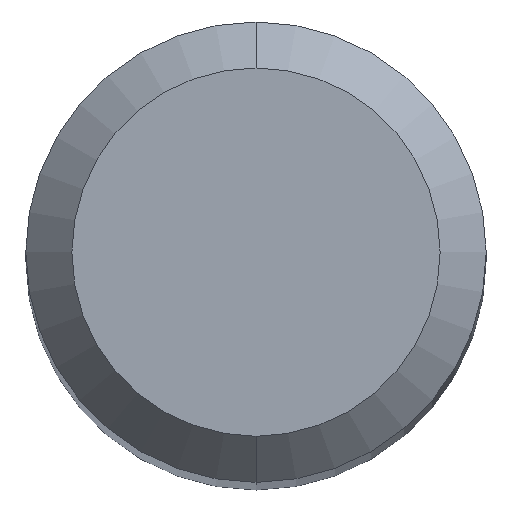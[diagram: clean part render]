
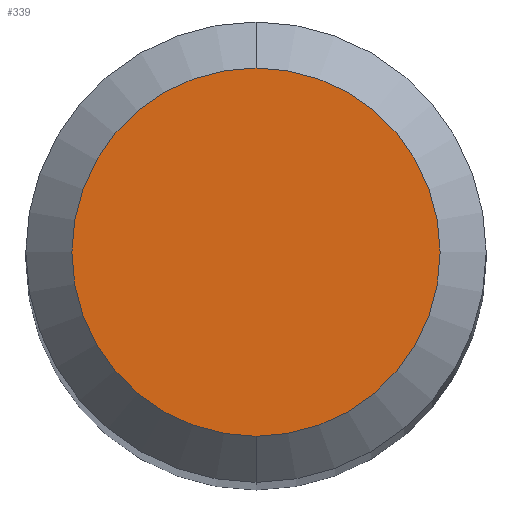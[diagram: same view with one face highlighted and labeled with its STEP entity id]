
A CAD part, top view. The second image highlights one B-rep face of the part: STEP entity #339.
In plain terms, the highlighted planar face has unit normal (0, 0, 1).
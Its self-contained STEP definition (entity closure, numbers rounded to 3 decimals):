
#339=ADVANCED_FACE('',(#660),#661,.T.);
#371=EDGE_CURVE('',#385,#401,#695,.T.);
#385=VERTEX_POINT('',#712);
#401=VERTEX_POINT('',#731);
#415=EDGE_CURVE('',#401,#385,#746,.T.);
#660=FACE_OUTER_BOUND('',#1170,.T.);
#661=PLANE('',#1171);
#695=CIRCLE('',#1243,1.2);
#712=CARTESIAN_POINT('',(0.,-1.2,0.0));
#731=CARTESIAN_POINT('',(0.0,1.2,0.0));
#746=CIRCLE('',#1325,1.2);
#1170=EDGE_LOOP('',(#1651,#1652));
#1171=AXIS2_PLACEMENT_3D('',#1653,#1654,#1655);
#1243=AXIS2_PLACEMENT_3D('',#1674,#1675,#1676);
#1325=AXIS2_PLACEMENT_3D('',#1738,#1739,#1740);
#1651=ORIENTED_EDGE('',*,*,#415,.F.);
#1652=ORIENTED_EDGE('',*,*,#371,.F.);
#1653=CARTESIAN_POINT('',(0.0,0.6,0.0));
#1654=DIRECTION('',(-0.0,0.0,1.0));
#1655=DIRECTION('',(0.0,-1.0,0.0));
#1674=CARTESIAN_POINT('',(0.0,0.0,0.0));
#1675=DIRECTION('',(0.0,0.0,-1.0));
#1676=DIRECTION('',(0.0,1.0,0.0));
#1738=CARTESIAN_POINT('',(0.0,0.0,0.0));
#1739=DIRECTION('',(0.0,0.0,-1.0));
#1740=DIRECTION('',(0.0,1.0,0.0));
